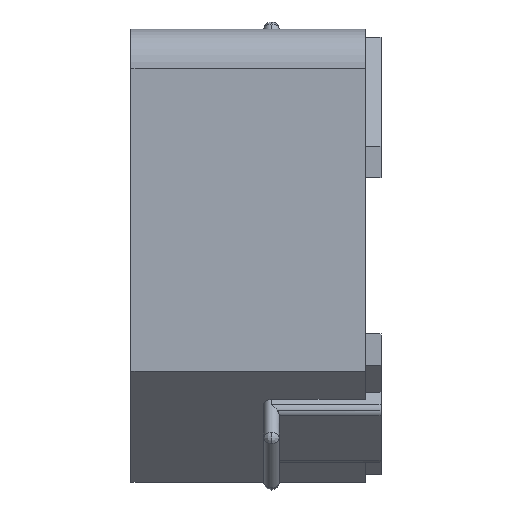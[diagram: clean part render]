
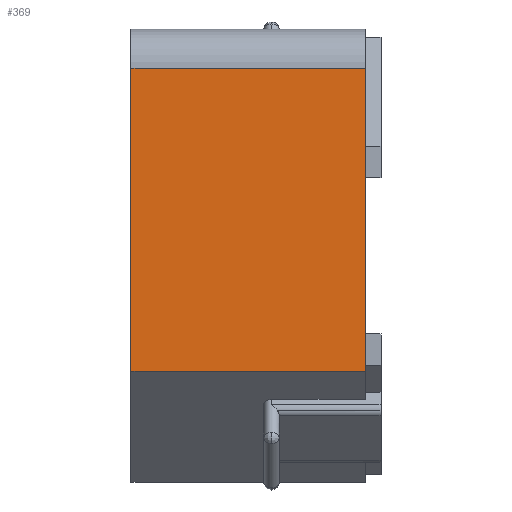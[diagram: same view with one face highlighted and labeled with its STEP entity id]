
A CAD part, left-side view. The second image highlights one B-rep face of the part: STEP entity #369.
In plain terms, the highlighted planar face has unit normal (-1, 0, 0).
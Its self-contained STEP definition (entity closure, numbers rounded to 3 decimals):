
#11 = VERTEX_POINT ( 'NONE', #86 ) ;
#86 = CARTESIAN_POINT ( 'NONE',  ( -2.9, 3., -1.48 ) ) ;
#201 = CARTESIAN_POINT ( 'NONE',  ( -2.9, 3., 2.4 ) ) ;
#202 = DIRECTION ( 'NONE',  ( 0., -1., 0. ) ) ;
#369 = ADVANCED_FACE ( 'NONE', ( #2789 ), #1380, .F. ) ;
#1096 = VECTOR ( 'NONE', #1968, 1000. ) ;
#1107 = VECTOR ( 'NONE', #202, 1000. ) ;
#1380 = PLANE ( 'NONE',  #1749 ) ;
#1381 = CARTESIAN_POINT ( 'NONE',  ( -2.9, 3., -2.9 ) ) ;
#1383 = DIRECTION ( 'NONE',  ( 1., 0., 0. ) ) ;
#1386 = DIRECTION ( 'NONE',  ( 0., 0., -1. ) ) ;
#1749 = AXIS2_PLACEMENT_3D ( 'NONE', #1381, #1383, #1386 ) ;
#1967 = CARTESIAN_POINT ( 'NONE',  ( -2.9, 0., -2.9 ) ) ;
#1968 = DIRECTION ( 'NONE',  ( 0., 0., -1. ) ) ;
#2111 = VERTEX_POINT ( 'NONE', #3076 ) ;
#2213 = CARTESIAN_POINT ( 'NONE',  ( -2.9, 0., 2.4 ) ) ;
#2242 = CARTESIAN_POINT ( 'NONE',  ( -2.9, 3., 2.4 ) ) ;
#2321 = VECTOR ( 'NONE', #3396, 1000. ) ;
#2349 = VECTOR ( 'NONE', #3456, 1000. ) ;
#2514 = LINE ( 'NONE', #3395, #2321 ) ;
#2551 = LINE ( 'NONE', #3455, #2349 ) ;
#2604 = LINE ( 'NONE', #1967, #1096 ) ;
#2616 = LINE ( 'NONE', #201, #1107 ) ;
#2789 = FACE_OUTER_BOUND ( 'NONE', #4094, .T. ) ;
#2937 = EDGE_CURVE ( 'NONE', #11, #3939, #2514, .T. ) ;
#2964 = EDGE_CURVE ( 'NONE', #2111, #11, #2551, .T. ) ;
#3076 = CARTESIAN_POINT ( 'NONE',  ( -2.9, 0., -1.48 ) ) ;
#3192 = EDGE_CURVE ( 'NONE', #3910, #2111, #2604, .T. ) ;
#3201 = EDGE_CURVE ( 'NONE', #3939, #3910, #2616, .T. ) ;
#3395 = CARTESIAN_POINT ( 'NONE',  ( -2.9, 3., 2.9 ) ) ;
#3396 = DIRECTION ( 'NONE',  ( 0., 0., 1. ) ) ;
#3455 = CARTESIAN_POINT ( 'NONE',  ( -2.9, 3., -1.48 ) ) ;
#3456 = DIRECTION ( 'NONE',  ( 0., 1., 0. ) ) ;
#3788 = ORIENTED_EDGE ( 'NONE', *, *, #2964, .F. ) ;
#3791 = ORIENTED_EDGE ( 'NONE', *, *, #3201, .F. ) ;
#3808 = ORIENTED_EDGE ( 'NONE', *, *, #2937, .F. ) ;
#3809 = ORIENTED_EDGE ( 'NONE', *, *, #3192, .F. ) ;
#3910 = VERTEX_POINT ( 'NONE', #2213 ) ;
#3939 = VERTEX_POINT ( 'NONE', #2242 ) ;
#4094 = EDGE_LOOP ( 'NONE', ( #3791, #3808, #3788, #3809 ) ) ;
